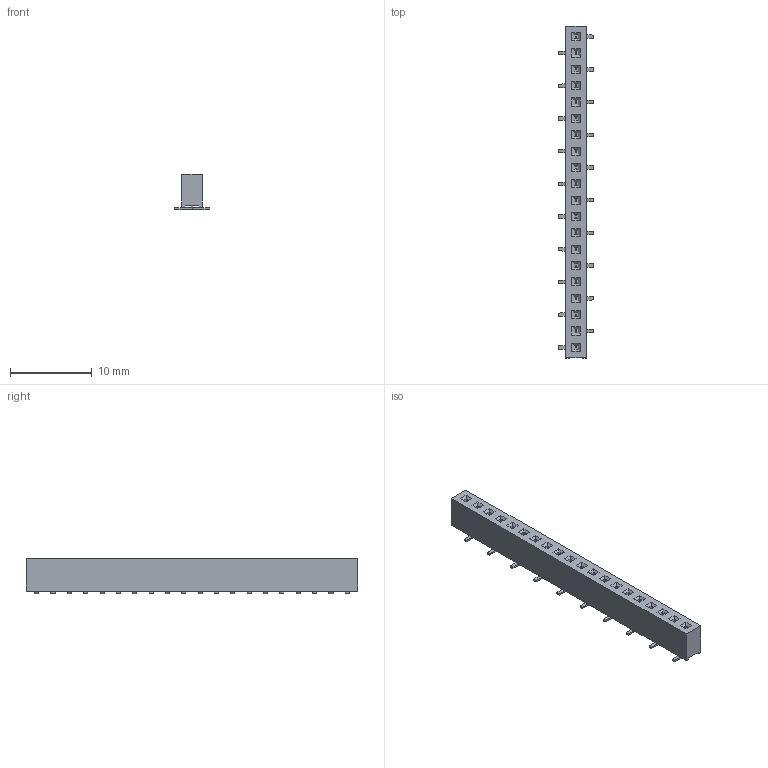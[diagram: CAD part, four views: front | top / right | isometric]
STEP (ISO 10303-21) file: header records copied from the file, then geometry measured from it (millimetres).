
FILE_DESCRIPTION(/* description */ ('model of PinSocket_1x20_P2.00mm_Vertical_SMD_Pin1Right'),/* implementation_level */ '2;1');
FILE_NAME(/* name */ 'PinSocket_1x20_P2.00mm_Vertical_SMD_Pin1Right.step',/* time_stamp */ '1970-01-01T00:00:00',/* author */ ('KiCAD','kicad'),/* organization */ ('OCCT'),/* preprocessor_version */ '',/* originating_system */ 'KiCAD',/* authorisation */ '');
FILE_SCHEMA(('AUTOMOTIVE_DESIGN { 1 0 10303 214 1 1 1 1 }'));
Length unit declared in the file: millimetre
Products named in the file (1): PinSocket_1x20_P2.00mm_Vertical_SMD_Pin1Right
Bounding box: 4.3 x 40.6 x 4.3 mm (x, y, z)
Volume: 380.3 mm3; surface area: 763.8 mm2
Topology: 1 solids, 1 shells, 610 faces, 1544 edges, 976 vertices
Faces by surface type: plane 550, cylinder 60
Entity records: 11722 total; most frequent: ORIENTED_EDGE 2316, EDGE_CURVE 1544, CARTESIAN_POINT 1482, LINE 1342, VERTEX_POINT 976, FACE_BOUND 650, EDGE_LOOP 650, AXIS2_PLACEMENT_3D 630
